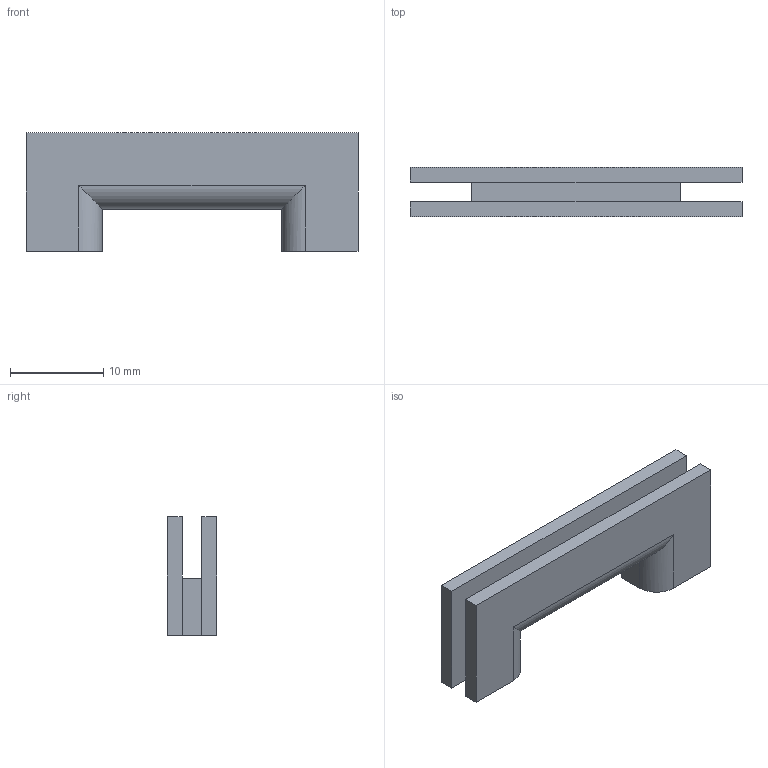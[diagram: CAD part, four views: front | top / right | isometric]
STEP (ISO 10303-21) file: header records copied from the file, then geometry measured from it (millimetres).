
FILE_DESCRIPTION(/* description */ (''),/* implementation_level */ '2;1');
FILE_NAME(/* name */ 'Tape Protector.step',/* time_stamp */ '2023-09-15T11:05:00-04:00',/* author */ (''),/* organization */ (''),/* preprocessor_version */ 'ST-DEVELOPER v20',/* originating_system */ 'Autodesk Translation Framework v12.9.0.99',/* authorisation */ '');
FILE_SCHEMA (('AUTOMOTIVE_DESIGN { 1 0 10303 214 3 1 1 }'));
Length unit declared in the file: inch
Products named in the file (1): Tape Protector
Bounding box: 35.56 x 5.27 x 12.7 mm (x, y, z)
Volume: 1221.5 mm3; surface area: 1802.5 mm2
Topology: 1 solids, 1 shells, 21 faces, 55 edges, 36 vertices
Faces by surface type: plane 18, cylinder 3
Entity records: 672 total; most frequent: CARTESIAN_POINT 113, ORIENTED_EDGE 110, DIRECTION 103, EDGE_CURVE 55, LINE 51, VECTOR 51, VERTEX_POINT 36, AXIS2_PLACEMENT_3D 26
